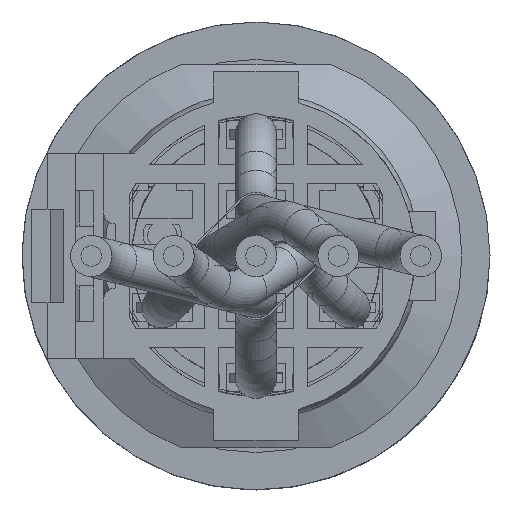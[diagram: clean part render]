
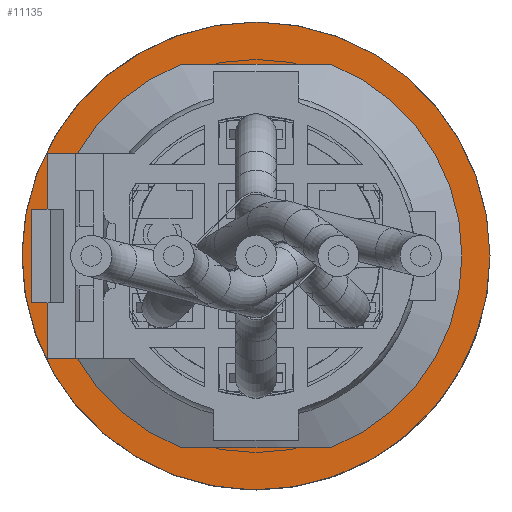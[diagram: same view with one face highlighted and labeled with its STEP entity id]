
A CAD part, front view. The second image highlights one B-rep face of the part: STEP entity #11135.
In plain terms, the highlighted planar face has unit normal (0, -1, 0).
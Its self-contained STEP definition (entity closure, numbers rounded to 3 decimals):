
#456=PLANE('',#12023);
#661=FACE_BOUND('',#1865,.T.);
#1229=FACE_OUTER_BOUND('',#1864,.T.);
#1864=EDGE_LOOP('',(#10416,#10417));
#1865=EDGE_LOOP('',(#10418));
#2206=CIRCLE('',#12012,10.25);
#2211=CIRCLE('',#12024,12.5);
#2212=CIRCLE('',#12025,12.5);
#5571=VERTEX_POINT('',#19008);
#5578=VERTEX_POINT('',#19039);
#5579=VERTEX_POINT('',#19040);
#7184=EDGE_CURVE('',#5571,#5571,#2206,.T.);
#7196=EDGE_CURVE('',#5578,#5579,#2211,.T.);
#7197=EDGE_CURVE('',#5579,#5578,#2212,.T.);
#10416=ORIENTED_EDGE('',*,*,#7196,.F.);
#10417=ORIENTED_EDGE('',*,*,#7197,.F.);
#10418=ORIENTED_EDGE('',*,*,#7184,.F.);
#11135=ADVANCED_FACE('',(#1229,#661),#456,.T.);
#12012=AXIS2_PLACEMENT_3D('',#19010,#14888,#14889);
#12023=AXIS2_PLACEMENT_3D('',#19038,#14915,#14916);
#12024=AXIS2_PLACEMENT_3D('',#19041,#14917,#14918);
#12025=AXIS2_PLACEMENT_3D('',#19042,#14919,#14920);
#14888=DIRECTION('center_axis',(0.,-1.,0.));
#14889=DIRECTION('ref_axis',(0.,0.,
1.));
#14915=DIRECTION('center_axis',(0.,-1.,0.));
#14916=DIRECTION('ref_axis',(0.,0.,
-1.));
#14917=DIRECTION('center_axis',(0.,1.,0.));
#14918=DIRECTION('ref_axis',(-1.,0.,0.));
#14919=DIRECTION('center_axis',(0.,1.,0.));
#14920=DIRECTION('ref_axis',(-1.,0.,0.));
#19008=CARTESIAN_POINT('',(0.,40.,-10.25));
#19010=CARTESIAN_POINT('Origin',(0.,40.,0.));
#19038=CARTESIAN_POINT('Origin',(-11.75,40.,0.));
#19039=CARTESIAN_POINT('',(5.937,40.,-11.));
#19040=CARTESIAN_POINT('',(12.5,40.,0.));
#19041=CARTESIAN_POINT('Origin',(0.,40.,0.));
#19042=CARTESIAN_POINT('Origin',(0.,40.,0.));
